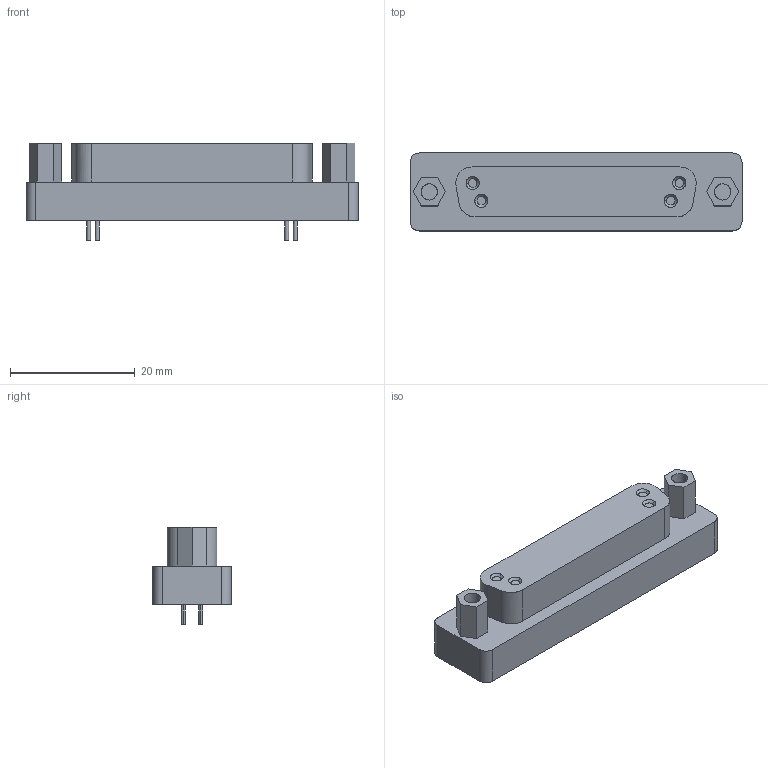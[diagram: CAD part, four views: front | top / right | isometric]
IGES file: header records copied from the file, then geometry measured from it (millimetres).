
Global section: file name: 0966_Dsub_S_female_straight_25_pins_female_screw_lock.igs; preprocessor: I-DEAS 3D IGES Translator 10; date: 20050812.173132; units: millimetre
Bounding box: 53.2 x 12.5 x 15.6 mm (x, y, z)
Surface area: 2997.8 mm2 (no closed solid volume)
Topology: 0 solids, 0 shells, 69 faces, 324 edges, 324 vertices
Faces by surface type: bspline 69
